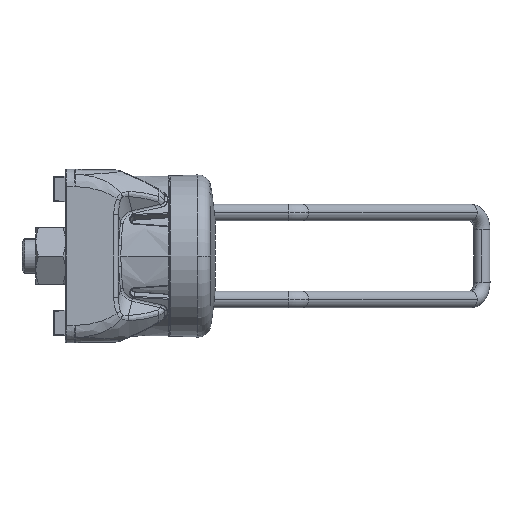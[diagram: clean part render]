
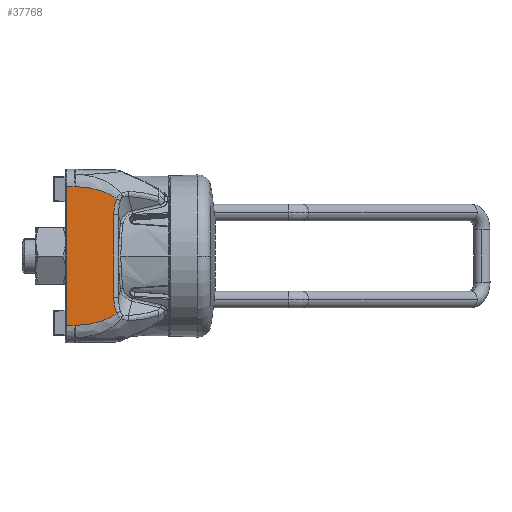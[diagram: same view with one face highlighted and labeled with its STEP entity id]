
A CAD part, front view. The second image highlights one B-rep face of the part: STEP entity #37768.
In plain terms, the highlighted planar face has unit normal (0.018, -1, 0).
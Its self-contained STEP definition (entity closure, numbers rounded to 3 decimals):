
#330 = CARTESIAN_POINT ( 'NONE',  ( 2.238, -19.962, 15.98 ) ) ;
#437 = B_SPLINE_CURVE_WITH_KNOTS ( 'NONE', 3,
 ( #17258, #20928, #13580, #27646, #45626, #9659, #34535, #9885, #24391, #41693, #30652, #37784, #38453, #2513 ),
 .UNSPECIFIED., .F., .F.,
 ( 4, 2, 2, 2, 2, 2, 4 ),
 ( 0., 0.003, 0.005, 0.006, 0.008, 0.009, 0.01 ),
 .UNSPECIFIED. ) ;
#743 =( BOUNDED_CURVE ( )  B_SPLINE_CURVE ( 3, ( #16990, #13300, #20663, #24119 ),
 .UNSPECIFIED., .F., .T. ) 
 B_SPLINE_CURVE_WITH_KNOTS ( ( 4, 4 ),
 ( 3.822, 4.315 ),
 .UNSPECIFIED. ) 
 CURVE ( )  GEOMETRIC_REPRESENTATION_ITEM ( )  RATIONAL_B_SPLINE_CURVE ( ( 1., 0.98, 0.98, 1. ) ) 
 REPRESENTATION_ITEM ( '' )  );
#2134 = CARTESIAN_POINT ( 'NONE',  ( 11.128, -19.807, -10.843 ) ) ;
#2227 = EDGE_CURVE ( 'NONE', #38291, #18034, #12295, .T. ) ;
#2440 = LINE ( 'NONE', #33789, #27256 ) ;
#2513 = CARTESIAN_POINT ( 'NONE',  ( 11.779, -19.796, 13.117 ) ) ;
#2569 = VERTEX_POINT ( 'NONE', #3840 ) ;
#2878 = ORIENTED_EDGE ( 'NONE', *, *, #16563, .F. ) ;
#3133 = CARTESIAN_POINT ( 'NONE',  ( 11.128, -19.807, 9.482 ) ) ;
#3840 = CARTESIAN_POINT ( 'NONE',  ( 0.203, -19.998, 15.98 ) ) ;
#3973 = CARTESIAN_POINT ( 'NONE',  ( 0.203, -19.998, -15.98 ) ) ;
#4017 = EDGE_LOOP ( 'NONE', ( #35173, #4926, #40411, #7987, #35559, #24292, #9998, #2878 ) ) ;
#4108 = VERTEX_POINT ( 'NONE', #23854 ) ;
#4653 = CARTESIAN_POINT ( 'NONE',  ( 23., -19.6, -15.98 ) ) ;
#4926 = ORIENTED_EDGE ( 'NONE', *, *, #29884, .T. ) ;
#4956 = B_SPLINE_CURVE_WITH_KNOTS ( 'NONE', 3,
 ( #8460, #36100, #21601, #11902, #32204, #7992, #35869, #18147, #14689, #18369, #25287, #8227, #22052, #39103 ),
 .UNSPECIFIED., .F., .F.,
 ( 4, 2, 2, 2, 2, 2, 4 ),
 ( 0., 0.003, 0.005, 0.006, 0.008, 0.009, 0.01 ),
 .UNSPECIFIED. ) ;
#5303 = CARTESIAN_POINT ( 'NONE',  ( 23., -19.6, 15.98 ) ) ;
#7275 = VECTOR ( 'NONE', #29741, 1000. ) ;
#7680 = CARTESIAN_POINT ( 'NONE',  ( 23., -19.6, -15.98 ) ) ;
#7987 = ORIENTED_EDGE ( 'NONE', *, *, #24246, .T. ) ;
#7992 = CARTESIAN_POINT ( 'NONE',  ( 7.629, -19.868, -15.207 ) ) ;
#8138 = DIRECTION ( 'NONE',  ( 0., 0., -1. ) ) ;
#8227 = CARTESIAN_POINT ( 'NONE',  ( 11.111, -19.808, -13.655 ) ) ;
#8460 = CARTESIAN_POINT ( 'NONE',  ( 2.238, -19.962, -15.98 ) ) ;
#9659 = CARTESIAN_POINT ( 'NONE',  ( 7.629, -19.868, 15.207 ) ) ;
#9885 = CARTESIAN_POINT ( 'NONE',  ( 8.83, -19.847, 14.808 ) ) ;
#9998 = ORIENTED_EDGE ( 'NONE', *, *, #25742, .F. ) ;
#10081 = CARTESIAN_POINT ( 'NONE',  ( 11.779, -19.796, -13.117 ) ) ;
#11902 = CARTESIAN_POINT ( 'NONE',  ( 5.591, -19.904, -15.684 ) ) ;
#12295 =( BOUNDED_CURVE ( )  B_SPLINE_CURVE ( 3, ( #26800, #30494, #2134, #33935 ),
 .UNSPECIFIED., .F., .T. ) 
 B_SPLINE_CURVE_WITH_KNOTS ( ( 4, 4 ),
 ( 3.822, 4.315 ),
 .UNSPECIFIED. ) 
 CURVE ( )  GEOMETRIC_REPRESENTATION_ITEM ( )  RATIONAL_B_SPLINE_CURVE ( ( 1., 0.98, 0.98, 1. ) ) 
 REPRESENTATION_ITEM ( '' )  );
#12435 = LINE ( 'NONE', #5303, #7275 ) ;
#12932 = VERTEX_POINT ( 'NONE', #3133 ) ;
#13300 = CARTESIAN_POINT ( 'NONE',  ( 11.35, -19.803, 12.08 ) ) ;
#13580 = CARTESIAN_POINT ( 'NONE',  ( 3.928, -19.933, 15.903 ) ) ;
#13603 = EDGE_CURVE ( 'NONE', #39026, #45343, #18709, .T. ) ;
#14689 = CARTESIAN_POINT ( 'NONE',  ( 9.228, -19.84, -14.651 ) ) ;
#14823 = FACE_OUTER_BOUND ( 'NONE', #4017, .T. ) ;
#15373 = VECTOR ( 'NONE', #42927, 1000. ) ;
#16563 = EDGE_CURVE ( 'NONE', #28768, #4108, #437, .T. ) ;
#16761 = CARTESIAN_POINT ( 'NONE',  ( 11.128, -19.807, -9.482 ) ) ;
#16990 = CARTESIAN_POINT ( 'NONE',  ( 11.779, -19.796, 13.117 ) ) ;
#17258 = CARTESIAN_POINT ( 'NONE',  ( 2.238, -19.962, 15.98 ) ) ;
#18034 = VERTEX_POINT ( 'NONE', #16761 ) ;
#18147 = CARTESIAN_POINT ( 'NONE',  ( 8.83, -19.847, -14.808 ) ) ;
#18369 = CARTESIAN_POINT ( 'NONE',  ( 10.006, -19.827, -14.297 ) ) ;
#18709 = LINE ( 'NONE', #4653, #38735 ) ;
#20663 = CARTESIAN_POINT ( 'NONE',  ( 11.128, -19.807, 10.843 ) ) ;
#20874 = AXIS2_PLACEMENT_3D ( 'NONE', #7680, #29329, #8138 ) ;
#20928 = CARTESIAN_POINT ( 'NONE',  ( 3.088, -19.948, 15.965 ) ) ;
#21601 = CARTESIAN_POINT ( 'NONE',  ( 3.928, -19.933, -15.903 ) ) ;
#22052 = CARTESIAN_POINT ( 'NONE',  ( 11.463, -19.801, -13.405 ) ) ;
#22195 = PLANE ( 'NONE',  #20874 ) ;
#23854 = CARTESIAN_POINT ( 'NONE',  ( 11.779, -19.796, 13.117 ) ) ;
#24119 = CARTESIAN_POINT ( 'NONE',  ( 11.128, -19.807, 9.482 ) ) ;
#24246 = EDGE_CURVE ( 'NONE', #39026, #38291, #4956, .T. ) ;
#24292 = ORIENTED_EDGE ( 'NONE', *, *, #31597, .T. ) ;
#24391 = CARTESIAN_POINT ( 'NONE',  ( 9.228, -19.84, 14.651 ) ) ;
#25287 = CARTESIAN_POINT ( 'NONE',  ( 10.384, -19.82, -14.101 ) ) ;
#25742 = EDGE_CURVE ( 'NONE', #4108, #12932, #743, .T. ) ;
#26800 = CARTESIAN_POINT ( 'NONE',  ( 11.779, -19.796, -13.117 ) ) ;
#27256 = VECTOR ( 'NONE', #40929, 1000. ) ;
#27646 = CARTESIAN_POINT ( 'NONE',  ( 5.591, -19.904, 15.684 ) ) ;
#28768 = VERTEX_POINT ( 'NONE', #330 ) ;
#29329 = DIRECTION ( 'NONE',  ( 0.017, -1., 0. ) ) ;
#29741 = DIRECTION ( 'NONE',  ( -1., -0.017, 0. ) ) ;
#29884 = EDGE_CURVE ( 'NONE', #2569, #45343, #36222, .T. ) ;
#30494 = CARTESIAN_POINT ( 'NONE',  ( 11.35, -19.803, -12.08 ) ) ;
#30652 = CARTESIAN_POINT ( 'NONE',  ( 10.384, -19.82, 14.101 ) ) ;
#31597 = EDGE_CURVE ( 'NONE', #18034, #12932, #2440, .T. ) ;
#32204 = CARTESIAN_POINT ( 'NONE',  ( 6.413, -19.89, -15.527 ) ) ;
#33789 = CARTESIAN_POINT ( 'NONE',  ( 11.128, -19.807, -15.98 ) ) ;
#33935 = CARTESIAN_POINT ( 'NONE',  ( 11.128, -19.807, -9.482 ) ) ;
#34535 = CARTESIAN_POINT ( 'NONE',  ( 8.032, -19.861, 15.085 ) ) ;
#35173 = ORIENTED_EDGE ( 'NONE', *, *, #44978, .T. ) ;
#35559 = ORIENTED_EDGE ( 'NONE', *, *, #2227, .T. ) ;
#35869 = CARTESIAN_POINT ( 'NONE',  ( 8.032, -19.861, -15.085 ) ) ;
#36100 = CARTESIAN_POINT ( 'NONE',  ( 3.088, -19.948, -15.965 ) ) ;
#36222 = LINE ( 'NONE', #3973, #15373 ) ;
#37045 = CARTESIAN_POINT ( 'NONE',  ( 0.203, -19.998, -15.98 ) ) ;
#37768 = ADVANCED_FACE ( 'NONE', ( #14823 ), #22195, .T. ) ;
#37784 = CARTESIAN_POINT ( 'NONE',  ( 11.111, -19.808, 13.655 ) ) ;
#38291 = VERTEX_POINT ( 'NONE', #10081 ) ;
#38453 = CARTESIAN_POINT ( 'NONE',  ( 11.463, -19.801, 13.405 ) ) ;
#38735 = VECTOR ( 'NONE', #39917, 1000. ) ;
#39026 = VERTEX_POINT ( 'NONE', #43867 ) ;
#39103 = CARTESIAN_POINT ( 'NONE',  ( 11.779, -19.796, -13.117 ) ) ;
#39917 = DIRECTION ( 'NONE',  ( -1., -0.017, 0. ) ) ;
#40411 = ORIENTED_EDGE ( 'NONE', *, *, #13603, .F. ) ;
#40929 = DIRECTION ( 'NONE',  ( 0., 0., 1. ) ) ;
#41693 = CARTESIAN_POINT ( 'NONE',  ( 10.006, -19.827, 14.297 ) ) ;
#42927 = DIRECTION ( 'NONE',  ( 0., 0., -1. ) ) ;
#43867 = CARTESIAN_POINT ( 'NONE',  ( 2.238, -19.962, -15.98 ) ) ;
#44978 = EDGE_CURVE ( 'NONE', #28768, #2569, #12435, .T. ) ;
#45343 = VERTEX_POINT ( 'NONE', #37045 ) ;
#45626 = CARTESIAN_POINT ( 'NONE',  ( 6.413, -19.89, 15.527 ) ) ;
